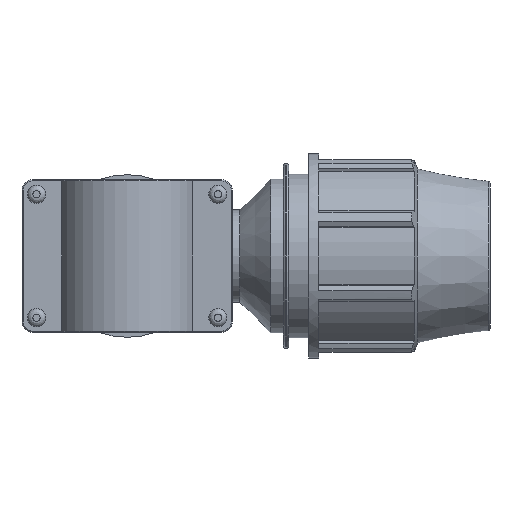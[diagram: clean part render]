
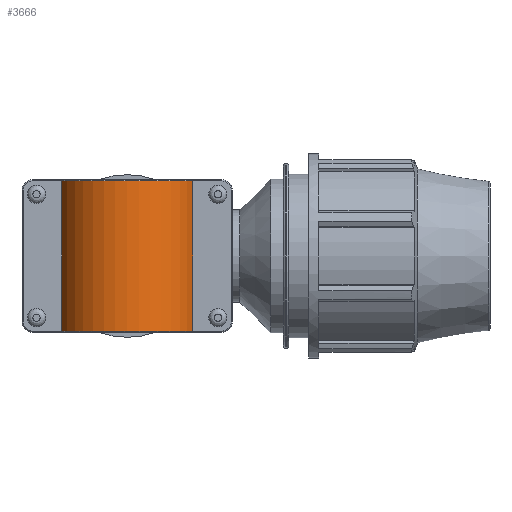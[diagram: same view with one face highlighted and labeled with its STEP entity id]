
A CAD part, front view. The second image highlights one B-rep face of the part: STEP entity #3666.
In plain terms, the highlighted cylindrical face has radius 39.375 mm (diameter 78.75 mm), a partial arc.
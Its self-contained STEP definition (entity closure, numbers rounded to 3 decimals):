
#336=LINE('',#6521,#628);
#337=LINE('',#6523,#629);
#628=VECTOR('',#4964,82.74);
#629=VECTOR('',#4967,82.74);
#864=CYLINDRICAL_SURFACE('',#4028,39.375);
#1126=FACE_OUTER_BOUND('',#1408,.T.);
#1408=EDGE_LOOP('',(#3239,#3240,#3241,#3242));
#1603=CIRCLE('',#4010,39.375);
#1604=CIRCLE('',#4013,39.375);
#1910=VERTEX_POINT('',#6461);
#1911=VERTEX_POINT('',#6466);
#1912=VERTEX_POINT('',#6473);
#1914=VERTEX_POINT('',#6482);
#2362=EDGE_CURVE('',#1910,#1911,#1603,.T.);
#2368=EDGE_CURVE('',#1914,#1912,#1604,.T.);
#2385=EDGE_CURVE('',#1910,#1912,#336,.T.);
#2386=EDGE_CURVE('',#1911,#1914,#337,.T.);
#3239=ORIENTED_EDGE('',*,*,#2362,.F.);
#3240=ORIENTED_EDGE('',*,*,#2385,.T.);
#3241=ORIENTED_EDGE('',*,*,#2368,.F.);
#3242=ORIENTED_EDGE('',*,*,#2386,.F.);
#3666=ADVANCED_FACE('',(#1126),#864,.T.);
#4010=AXIS2_PLACEMENT_3D('',#6467,#4914,#4915);
#4013=AXIS2_PLACEMENT_3D('',#6487,#4922,#4923);
#4028=AXIS2_PLACEMENT_3D('',#6522,#4965,#4966);
#4914=DIRECTION('center_axis',(0.,0.,-1.));
#4915=DIRECTION('ref_axis',(1.,0.,0.));
#4922=DIRECTION('center_axis',(0.,0.,1.));
#4923=DIRECTION('ref_axis',(1.,0.,0.));
#4964=DIRECTION('',(0.,0.,1.));
#4965=DIRECTION('center_axis',(0.,0.,1.));
#4966=DIRECTION('ref_axis',(1.,0.,0.));
#4967=DIRECTION('',(0.,0.,1.));
#6461=CARTESIAN_POINT('',(36.088,-15.75,-41.37));
#6466=CARTESIAN_POINT('',(-36.088,-15.75,-41.37));
#6467=CARTESIAN_POINT('Origin',(0.,0.,-41.37));
#6473=CARTESIAN_POINT('',(36.088,-15.75,41.37));
#6482=CARTESIAN_POINT('',(-36.088,-15.75,41.37));
#6487=CARTESIAN_POINT('Origin',(0.,0.,41.37));
#6521=CARTESIAN_POINT('',(36.088,-15.75,0.));
#6522=CARTESIAN_POINT('Origin',(0.,0.,0.));
#6523=CARTESIAN_POINT('',(-36.088,-15.75,0.));
